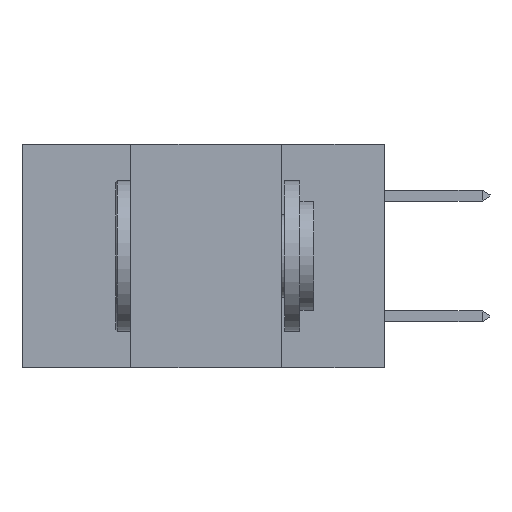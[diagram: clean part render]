
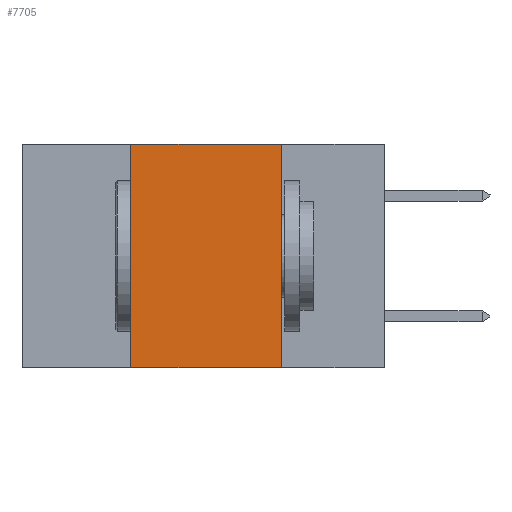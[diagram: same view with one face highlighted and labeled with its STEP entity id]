
A CAD part, left-side view. The second image highlights one B-rep face of the part: STEP entity #7705.
In plain terms, the highlighted planar face has unit normal (-1, 0, 0).
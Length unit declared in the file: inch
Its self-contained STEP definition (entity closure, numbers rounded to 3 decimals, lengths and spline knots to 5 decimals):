
#517 = LINE ( 'NONE', #19874, #26483 ) ;
#1161 = ORIENTED_EDGE ( 'NONE', *, *, #5182, .T. ) ;
#2316 = DIRECTION ( 'NONE',  ( 0., -1., 0. ) ) ;
#2343 = LINE ( 'NONE', #30223, #6658 ) ;
#2677 = VERTEX_POINT ( 'NONE', #3004 ) ;
#3004 = CARTESIAN_POINT ( 'NONE',  ( 0., 0.42, -0.37 ) ) ;
#4986 = EDGE_CURVE ( 'NONE', #25617, #14810, #7058, .T. ) ;
#5182 = EDGE_CURVE ( 'NONE', #2677, #14810, #2343, .T. ) ;
#5623 = EDGE_CURVE ( 'NONE', #2677, #32447, #19980, .T. ) ;
#6278 = ORIENTED_EDGE ( 'NONE', *, *, #5623, .F. ) ;
#6289 = VECTOR ( 'NONE', #24645, 39.37008 ) ;
#6658 = VECTOR ( 'NONE', #17682, 39.37008 ) ;
#7058 = LINE ( 'NONE', #19548, #6289 ) ;
#7705 = ADVANCED_FACE ( 'NONE', ( #21086 ), #27087, .F. ) ;
#10383 = EDGE_CURVE ( 'NONE', #32447, #25617, #517, .T. ) ;
#11973 = DIRECTION ( 'NONE',  ( 1., 0., 0. ) ) ;
#14707 = CARTESIAN_POINT ( 'NONE',  ( 0., 0.17, -0.37 ) ) ;
#14810 = VERTEX_POINT ( 'NONE', #14707 ) ;
#16192 = CARTESIAN_POINT ( 'NONE',  ( 0., 0.42, 0. ) ) ;
#17600 = CARTESIAN_POINT ( 'NONE',  ( 0., 0.17, 0. ) ) ;
#17682 = DIRECTION ( 'NONE',  ( 0., -1., 0. ) ) ;
#18066 = ORIENTED_EDGE ( 'NONE', *, *, #10383, .F. ) ;
#19188 = VECTOR ( 'NONE', #31263, 39.37008 ) ;
#19548 = CARTESIAN_POINT ( 'NONE',  ( 0., 0.17, 0. ) ) ;
#19874 = CARTESIAN_POINT ( 'NONE',  ( 0., 0.6, 0. ) ) ;
#19980 = LINE ( 'NONE', #16192, #19188 ) ;
#21086 = FACE_OUTER_BOUND ( 'NONE', #25148, .T. ) ;
#24645 = DIRECTION ( 'NONE',  ( 0., 0., -1. ) ) ;
#25148 = EDGE_LOOP ( 'NONE', ( #30679, #18066, #6278, #1161 ) ) ;
#25617 = VERTEX_POINT ( 'NONE', #17600 ) ;
#26483 = VECTOR ( 'NONE', #2316, 39.37008 ) ;
#26976 = CARTESIAN_POINT ( 'NONE',  ( 0., 0.6, 0. ) ) ;
#27087 = PLANE ( 'NONE',  #27580 ) ;
#27580 = AXIS2_PLACEMENT_3D ( 'NONE', #26976, #11973, #29613 ) ;
#29613 = DIRECTION ( 'NONE',  ( 0., 0., -1. ) ) ;
#30223 = CARTESIAN_POINT ( 'NONE',  ( 0., 0.6, -0.37 ) ) ;
#30679 = ORIENTED_EDGE ( 'NONE', *, *, #4986, .F. ) ;
#31263 = DIRECTION ( 'NONE',  ( 0., 0., 1. ) ) ;
#32344 = CARTESIAN_POINT ( 'NONE',  ( 0., 0.42, 0. ) ) ;
#32447 = VERTEX_POINT ( 'NONE', #32344 ) ;
